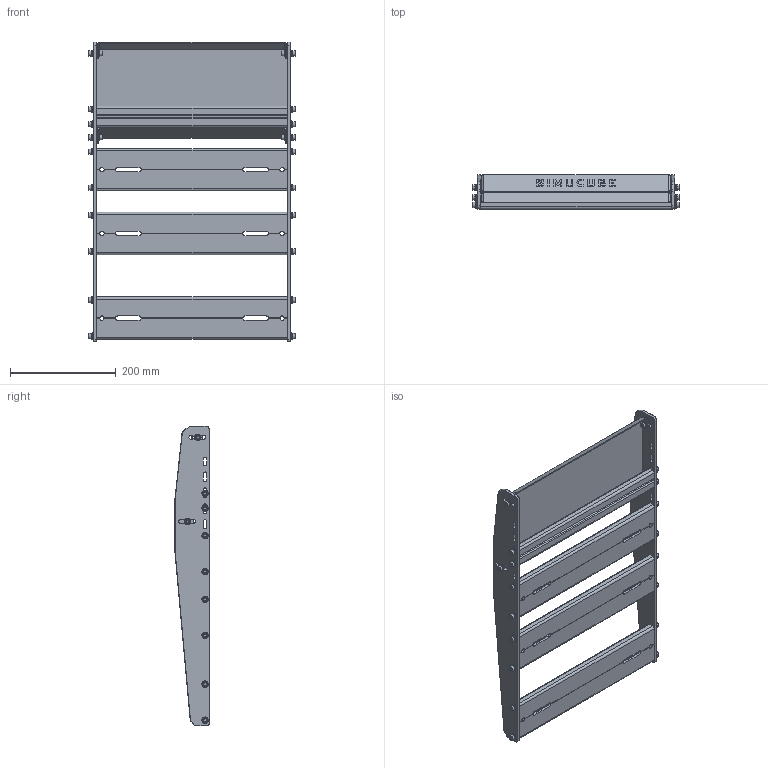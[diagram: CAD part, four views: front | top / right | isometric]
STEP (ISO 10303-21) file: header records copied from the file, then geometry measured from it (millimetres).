
FILE_DESCRIPTION(/* description */ (''),/* implementation_level */ '2;1');
FILE_NAME(/* name */ 'Simplified_base v5.step',/* time_stamp */ '2023-04-28T12:35:05+03:00',/* author */ (''),/* organization */ (''),/* preprocessor_version */ 'ST-DEVELOPER v19.2',/* originating_system */ 'Autodesk Translation Framework v12.4.0.73',/* authorisation */ '');
FILE_SCHEMA (('AUTOMOTIVE_DESIGN { 1 0 10303 214 3 1 1 }'));
Length unit declared in the file: millimetre
Products named in the file (3): Simplified_base; Front profile; Base
Assembly tree (2 placements, depth 2):
  Simplified_base
    Front profile
    Base
Bounding box: 390.8 x 65.26 x 566 mm (x, y, z)
Volume: 1567272.6 mm3; surface area: 679019.3 mm2
Topology: 2 solids, 2 shells, 1317 faces, 3343 edges, 2086 vertices
Faces by surface type: plane 637, cylinder 360, cone 230, bspline 78, torus 12
Full cylindrical faces by diameter (mm): 6.2 x12, 6.4 x10, 6.6 x6, 8.2 x6, 8.9 x4, 9 x4, 10 x20, 11.5 x4, 12 x20, 12.3 x4, 14 x6
Entity records: 45143 total; most frequent: CARTESIAN_POINT 13615, ORIENTED_EDGE 6686, DIRECTION 6437, EDGE_CURVE 3343, AXIS2_PLACEMENT_3D 2290, VERTEX_POINT 2086, LINE 1857, VECTOR 1857
